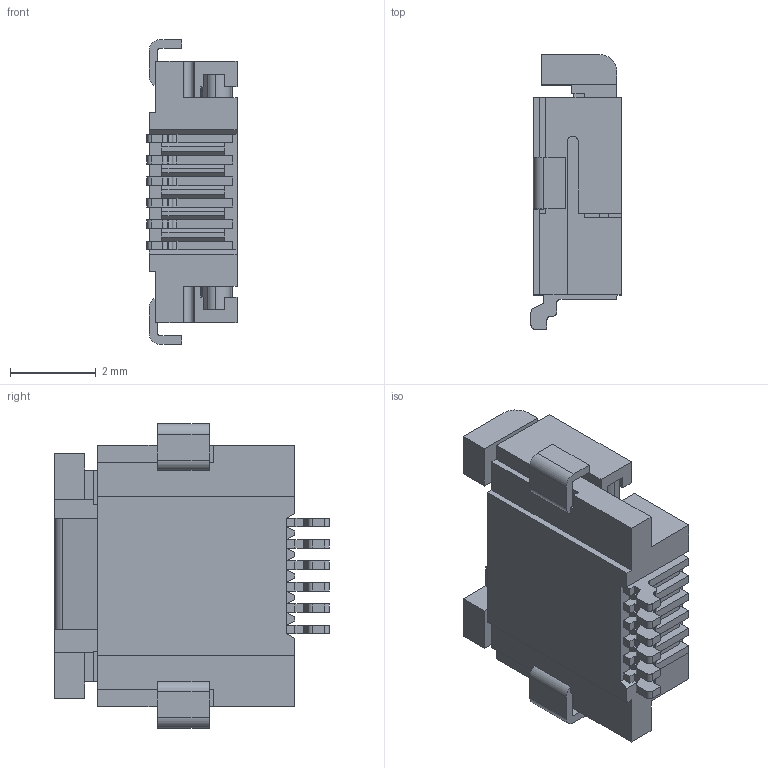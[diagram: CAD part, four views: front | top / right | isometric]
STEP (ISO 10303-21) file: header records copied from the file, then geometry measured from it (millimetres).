
FILE_DESCRIPTION(/* description */ (''),/* implementation_level */ '2;1');
FILE_NAME(/* name */ '7388811P.s.iam.stp',/* time_stamp */ '2019-11-27T08:03:53+01:00',/* author */ ('tpomodeler'),/* organization */ (''),/* preprocessor_version */ 'ST-DEVELOPER v18',/* originating_system */ 'Autodesk Inventor 2020',/* authorisation */ '');
FILE_SCHEMA (('AUTOMOTIVE_DESIGN { 1 0 10303 214 3 1 1 }'));
Length unit declared in the file: millimetre
Products named in the file (3): 7388811P.s; 7388811P; FH12-6S-0.5SH_Èª
Assembly tree (2 placements, depth 3):
  7388811P.s
    7388811P
      FH12-6S-0.5SH_Èª
Bounding box: 2.1 x 6.4 x 7.1 mm (x, y, z)
Volume: 48.7 mm3; surface area: 188.9 mm2
Topology: 1 solids, 1 shells, 338 faces, 988 edges, 646 vertices
Faces by surface type: plane 284, cylinder 54
Entity records: 11132 total; most frequent: CARTESIAN_POINT 1977, ORIENTED_EDGE 1976, DIRECTION 1784, EDGE_CURVE 988, LINE 878, VECTOR 878, VERTEX_POINT 646, AXIS2_PLACEMENT_3D 453
